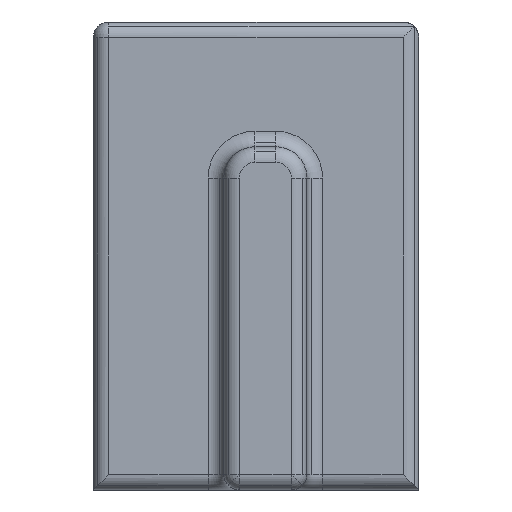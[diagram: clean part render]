
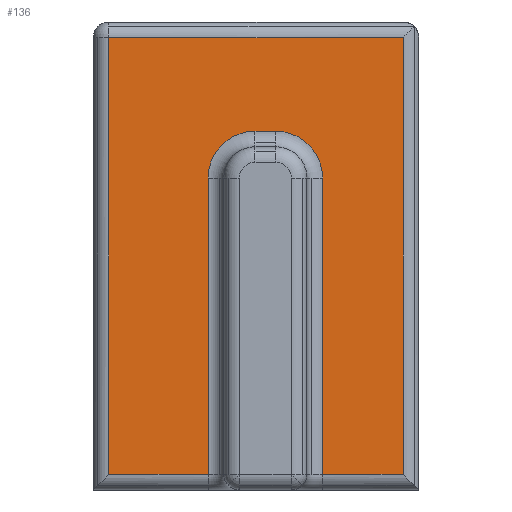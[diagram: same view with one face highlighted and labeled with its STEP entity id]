
A CAD part, left-side view. The second image highlights one B-rep face of the part: STEP entity #136.
In plain terms, the highlighted planar face has unit normal (-1, 0, 0).
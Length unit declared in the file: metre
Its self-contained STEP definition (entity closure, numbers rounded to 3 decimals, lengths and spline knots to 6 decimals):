
#136=ADVANCED_FACE('1:1097',(#371),#372,.T.);
#371=FACE_OUTER_BOUND('',#664,.T.);
#372=PLANE('',#665);
#664=EDGE_LOOP('',(#1468,#1469,#1470,#1471,#1472,#1473,#1474,#1475,#1476,#1477));
#665=AXIS2_PLACEMENT_3D('',#1478,#1479,#1480);
#1468=ORIENTED_EDGE('',*,*,#2212,.F.);
#1469=ORIENTED_EDGE('',*,*,#1946,.F.);
#1470=ORIENTED_EDGE('',*,*,#1990,.F.);
#1471=ORIENTED_EDGE('',*,*,#2221,.F.);
#1472=ORIENTED_EDGE('',*,*,#2222,.F.);
#1473=ORIENTED_EDGE('',*,*,#2223,.F.);
#1474=ORIENTED_EDGE('',*,*,#2224,.F.);
#1475=ORIENTED_EDGE('',*,*,#2225,.F.);
#1476=ORIENTED_EDGE('',*,*,#1982,.F.);
#1477=ORIENTED_EDGE('',*,*,#2055,.F.);
#1478=CARTESIAN_POINT('',(-0.03845,0.00767,0.026427));
#1479=DIRECTION('',(-1.0,0.0,0.0));
#1480=DIRECTION('',(0.0,1.0,0.0));
#1946=EDGE_CURVE('1:1670',#2318,#2320,#2321,.T.);
#1982=EDGE_CURVE('1:1691',#2388,#2390,#2391,.T.);
#1990=EDGE_CURVE('1:1673',#2404,#2318,#2406,.T.);
#2055=EDGE_CURVE('1:1664',#2522,#2388,#2524,.T.);
#2212=EDGE_CURVE('1:1628',#2320,#2522,#2770,.T.);
#2221=EDGE_CURVE('1:1676',#2782,#2404,#2783,.T.);
#2222=EDGE_CURVE('1:1679',#2784,#2782,#2785,.T.);
#2223=EDGE_CURVE('1:1682',#2786,#2784,#2787,.T.);
#2224=EDGE_CURVE('1:1685',#2788,#2786,#2789,.T.);
#2225=EDGE_CURVE('1:1688',#2390,#2788,#2790,.T.);
#2318=VERTEX_POINT('',#2897);
#2320=VERTEX_POINT('',#2899);
#2321=LINE('',#2900,#2901);
#2388=VERTEX_POINT('',#2985);
#2390=VERTEX_POINT('',#2987);
#2391=LINE('',#2988,#2989);
#2404=VERTEX_POINT('',#3005);
#2406=LINE('',#3007,#3008);
#2522=VERTEX_POINT('',#3153);
#2524=LINE('',#3155,#3156);
#2770=LINE('',#3483,#3484);
#2782=VERTEX_POINT('',#3500);
#2783=LINE('',#3501,#3502);
#2784=VERTEX_POINT('',#3503);
#2785=LINE('',#3504,#3505);
#2786=VERTEX_POINT('',#3506);
#2787=CIRCLE('',#3507,0.0045);
#2788=VERTEX_POINT('',#3508);
#2789=LINE('',#3509,#3510);
#2790=CIRCLE('',#3511,0.0045);
#2897=CARTESIAN_POINT('',(-0.03845,0.02157,0.024927));
#2899=CARTESIAN_POINT('',(-0.03845,-0.00673,0.024927));
#2900=CARTESIAN_POINT('',(-0.03845,0.01487,0.024927));
#2901=VECTOR('',#3626,1.0);
#2985=CARTESIAN_POINT('',(-0.03845,0.00102,-0.017073));
#2987=CARTESIAN_POINT('',(-0.03845,0.00102,0.011427));
#2988=CARTESIAN_POINT('',(-0.03845,0.00102,0.003927));
#2989=VECTOR('',#3698,1.0);
#3005=CARTESIAN_POINT('',(-0.03845,0.02157,-0.017073));
#3007=CARTESIAN_POINT('',(-0.03845,0.02157,0.010152));
#3008=VECTOR('',#3714,1.0);
#3153=CARTESIAN_POINT('',(-0.03845,-0.00673,-0.017073));
#3155=CARTESIAN_POINT('',(-0.03845,0.01537,-0.017073));
#3156=VECTOR('',#3849,1.0);
#3483=CARTESIAN_POINT('',(-0.03845,-0.00673,0.003927));
#3484=VECTOR('',#4156,1.0);
#3500=CARTESIAN_POINT('',(-0.03845,0.01202,-0.017073));
#3501=CARTESIAN_POINT('',(-0.03845,0.01537,-0.017073));
#3502=VECTOR('',#4173,1.0);
#3503=CARTESIAN_POINT('',(-0.03845,0.01202,0.011427));
#3504=CARTESIAN_POINT('',(-0.03845,0.01202,0.003927));
#3505=VECTOR('',#4174,1.0);
#3506=CARTESIAN_POINT('',(-0.03845,0.00752,0.015927));
#3507=AXIS2_PLACEMENT_3D('',#4175,#4176,#4177);
#3508=CARTESIAN_POINT('',(-0.03845,0.00552,0.015927));
#3509=CARTESIAN_POINT('',(-0.03845,0.007095,0.015927));
#3510=VECTOR('',#4178,1.0);
#3511=AXIS2_PLACEMENT_3D('',#4179,#4180,#4181);
#3626=DIRECTION('',(0.0,-1.0,0.0));
#3698=DIRECTION('',(0.0,0.0,1.0));
#3714=DIRECTION('',(0.0,0.0,1.0));
#3849=DIRECTION('',(0.0,1.0,0.0));
#4156=DIRECTION('',(-0.0,-0.0,-1.0));
#4173=DIRECTION('',(0.0,1.0,0.0));
#4174=DIRECTION('',(0.0,0.0,-1.0));
#4175=CARTESIAN_POINT('',(-0.03845,0.00752,0.011427));
#4176=DIRECTION('',(-1.0,0.0,0.0));
#4177=DIRECTION('',(0.0,0.707,0.707));
#4178=DIRECTION('',(0.0,1.0,0.0));
#4179=CARTESIAN_POINT('',(-0.03845,0.00552,0.011427));
#4180=DIRECTION('',(-1.0,0.0,0.0));
#4181=DIRECTION('',(0.0,-0.707,0.707));
